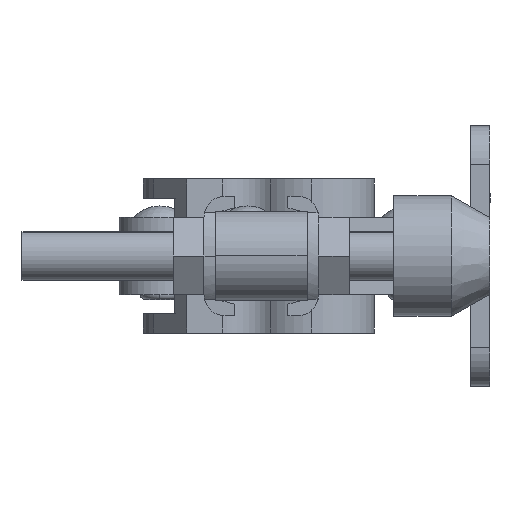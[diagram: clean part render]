
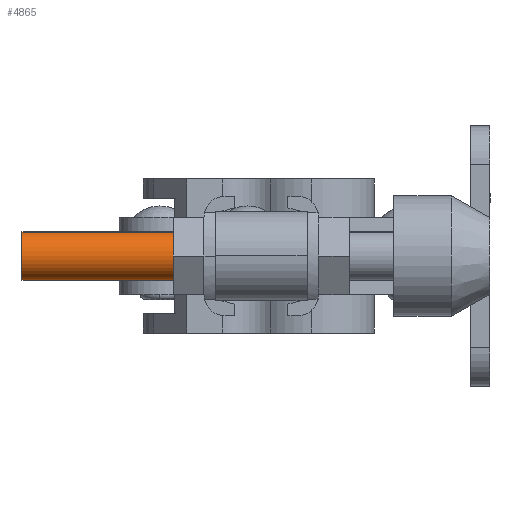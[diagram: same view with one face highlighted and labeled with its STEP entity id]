
A CAD part, left-side view. The second image highlights one B-rep face of the part: STEP entity #4865.
In plain terms, the highlighted cylindrical face has radius 2.5 mm (diameter 5 mm), a partial arc.
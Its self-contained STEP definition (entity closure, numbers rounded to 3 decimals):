
#176 = DIRECTION ( 'NONE',  ( 0., -1., 0. ) ) ;
#449 = VERTEX_POINT ( 'NONE', #4619 ) ;
#759 = CARTESIAN_POINT ( 'NONE',  ( -21.241, 48.58, -3.532 ) ) ;
#832 = AXIS2_PLACEMENT_3D ( 'NONE', #1140, #6255, #1886 ) ;
#914 = EDGE_CURVE ( 'NONE', #9240, #7682, #1219, .T. ) ;
#926 = CARTESIAN_POINT ( 'NONE',  ( -20.447, 32.89, -8.468 ) ) ;
#1140 = CARTESIAN_POINT ( 'NONE',  ( -20.844, 32.89, -6. ) ) ;
#1219 = CIRCLE ( 'NONE', #7645, 2.5 ) ;
#1234 = ORIENTED_EDGE ( 'NONE', *, *, #914, .T. ) ;
#1526 = EDGE_LOOP ( 'NONE', ( #1234, #3575, #3341, #3524 ) ) ;
#1886 = DIRECTION ( 'NONE',  ( 1., 0., 0. ) ) ;
#2101 = VECTOR ( 'NONE', #9304, 1000. ) ;
#2336 = LINE ( 'NONE', #8559, #2101 ) ;
#2456 = EDGE_CURVE ( 'NONE', #9240, #449, #2336, .T. ) ;
#2782 = CARTESIAN_POINT ( 'NONE',  ( -20.447, 48.58, -8.468 ) ) ;
#3341 = ORIENTED_EDGE ( 'NONE', *, *, #4313, .T. ) ;
#3524 = ORIENTED_EDGE ( 'NONE', *, *, #2456, .F. ) ;
#3575 = ORIENTED_EDGE ( 'NONE', *, *, #7117, .T. ) ;
#3687 = CARTESIAN_POINT ( 'NONE',  ( -20.447, 48.58, -8.468 ) ) ;
#3697 = VERTEX_POINT ( 'NONE', #926 ) ;
#3798 = LINE ( 'NONE', #2782, #9168 ) ;
#4313 = EDGE_CURVE ( 'NONE', #3697, #449, #8794, .T. ) ;
#4619 = CARTESIAN_POINT ( 'NONE',  ( -21.241, 32.89, -3.532 ) ) ;
#4865 = ADVANCED_FACE ( 'NONE', ( #7828 ), #4962, .T. ) ;
#4962 = CYLINDRICAL_SURFACE ( 'NONE', #7831, 2.5 ) ;
#5018 = DIRECTION ( 'NONE',  ( 0., -1., 0. ) ) ;
#5449 = CARTESIAN_POINT ( 'NONE',  ( -20.844, 48.58, -6. ) ) ;
#5485 = DIRECTION ( 'NONE',  ( -0.159, 0., 0.987 ) ) ;
#6255 = DIRECTION ( 'NONE',  ( 0., 1., 0. ) ) ;
#6712 = CARTESIAN_POINT ( 'NONE',  ( -20.844, 48.58, -6. ) ) ;
#7117 = EDGE_CURVE ( 'NONE', #7682, #3697, #3798, .T. ) ;
#7255 = DIRECTION ( 'NONE',  ( -0.159, 0., 0.987 ) ) ;
#7620 = DIRECTION ( 'NONE',  ( 0., -1., 0. ) ) ;
#7645 = AXIS2_PLACEMENT_3D ( 'NONE', #6712, #176, #7255 ) ;
#7682 = VERTEX_POINT ( 'NONE', #3687 ) ;
#7828 = FACE_OUTER_BOUND ( 'NONE', #1526, .T. ) ;
#7831 = AXIS2_PLACEMENT_3D ( 'NONE', #5449, #7620, #5485 ) ;
#8559 = CARTESIAN_POINT ( 'NONE',  ( -21.241, 48.58, -3.532 ) ) ;
#8794 = CIRCLE ( 'NONE', #832, 2.5 ) ;
#9168 = VECTOR ( 'NONE', #5018, 1000. ) ;
#9240 = VERTEX_POINT ( 'NONE', #759 ) ;
#9304 = DIRECTION ( 'NONE',  ( 0., -1., 0. ) ) ;
